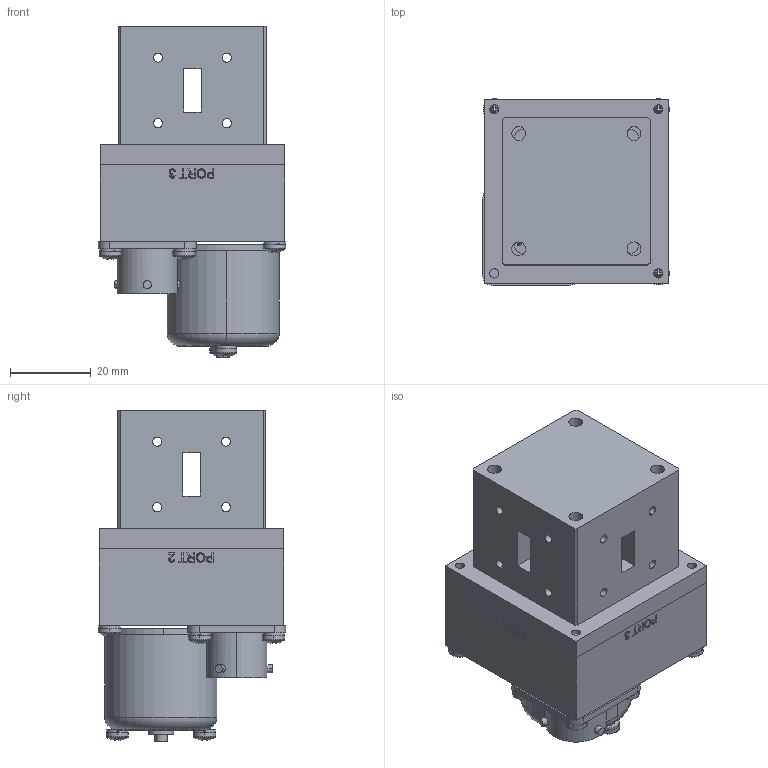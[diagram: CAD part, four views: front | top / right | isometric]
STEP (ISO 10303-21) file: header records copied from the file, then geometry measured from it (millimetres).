
FILE_DESCRIPTION (( 'STEP AP203' ), '1' );
FILE_NAME ('KAP Model.STEP', '2012-08-03T13:54:33', ( '' ), ( '' ), 'SwSTEP 2.0', 'SolidWorks 2012', '' );
FILE_SCHEMA (( 'CONFIG_CONTROL_DESIGN' ));
Length unit declared in the file: inch
Products named in the file (1): KAP Model
Bounding box: 46.39 x 46.39 x 82.04 mm (x, y, z)
Surface area: 22817.9 mm2 (no closed solid volume)
Topology: 0 solids, 48 shells, 448 faces, 1459 edges, 1062 vertices
Faces by surface type: plane 225, cylinder 148, torus 34, sphere 20, bspline 15, cone 6
Entity records: 18753 total; most frequent: CARTESIAN_POINT 5911, DIRECTION 2779, ORIENTED_EDGE 2258, EDGE_CURVE 1449, VERTEX_POINT 1056, AXIS2_PLACEMENT_3D 1054, LINE 671, VECTOR 671
